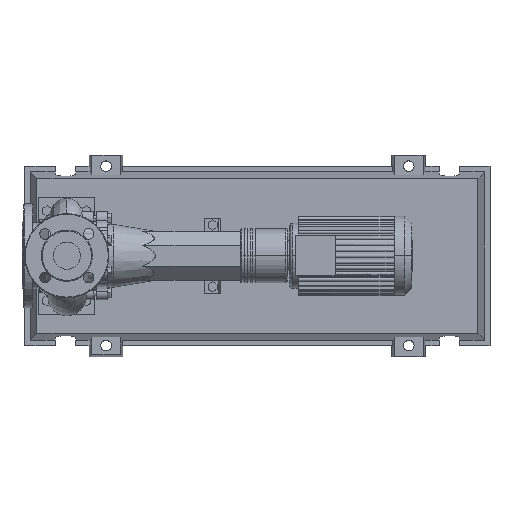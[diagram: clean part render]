
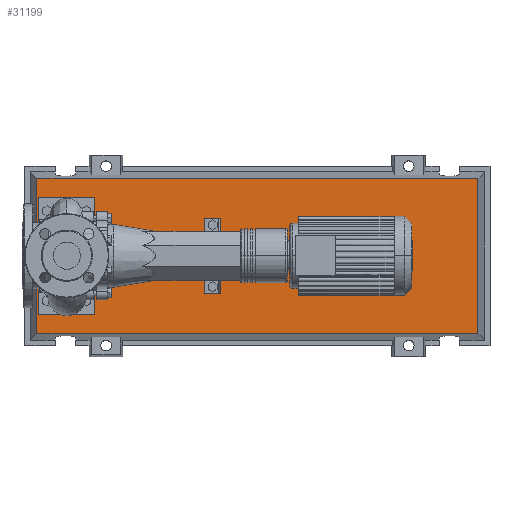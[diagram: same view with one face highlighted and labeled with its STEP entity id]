
A CAD part, top view. The second image highlights one B-rep face of the part: STEP entity #31199.
In plain terms, the highlighted planar face has unit normal (0, 0, 1).
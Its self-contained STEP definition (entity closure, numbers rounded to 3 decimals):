
#30880=CARTESIAN_POINT('',(733.292,-138.292,83.0));
#30881=VERTEX_POINT('',#30880);
#30888=CARTESIAN_POINT('',(-53.292,-138.292,83.0));
#30889=VERTEX_POINT('',#30888);
#30890=CARTESIAN_POINT('',(733.292,-138.292,83.0));
#30891=DIRECTION('',(-1.0,0.0,0.0));
#30892=VECTOR('',#30891,786.584);
#30893=LINE('',#30890,#30892);
#30894=EDGE_CURVE('',#30881,#30889,#30893,.T.);
#31112=CARTESIAN_POINT('',(733.292,138.292,83.0));
#31113=VERTEX_POINT('',#31112);
#31114=CARTESIAN_POINT('',(733.292,138.292,83.0));
#31115=DIRECTION('',(0.0,-1.0,0.0));
#31116=VECTOR('',#31115,276.584);
#31117=LINE('',#31114,#31116);
#31118=EDGE_CURVE('',#31113,#30881,#31117,.T.);
#31136=CARTESIAN_POINT('',(-53.292,138.292,83.0));
#31137=VERTEX_POINT('',#31136);
#31138=CARTESIAN_POINT('',(-53.292,-138.292,83.0));
#31139=DIRECTION('',(0.0,1.0,0.0));
#31140=VECTOR('',#31139,276.584);
#31141=LINE('',#31138,#31140);
#31142=EDGE_CURVE('',#30889,#31137,#31141,.T.);
#31175=CARTESIAN_POINT('',(-53.292,138.292,83.0));
#31176=DIRECTION('',(1.0,0.0,0.0));
#31177=VECTOR('',#31176,786.584);
#31178=LINE('',#31175,#31177);
#31179=EDGE_CURVE('',#31137,#31113,#31178,.T.);
#31188=CARTESIAN_POINT('',(340.,0.,83.0));
#31189=DIRECTION('',(0.0,0.0,1.0));
#31190=DIRECTION('',(1.0,0.0,0.0));
#31191=AXIS2_PLACEMENT_3D('',#31188,#31189,#31190);
#31192=PLANE('',#31191);
#31193=ORIENTED_EDGE('',*,*,#31118,.F.);
#31194=ORIENTED_EDGE('',*,*,#31179,.F.);
#31195=ORIENTED_EDGE('',*,*,#31142,.F.);
#31196=ORIENTED_EDGE('',*,*,#30894,.F.);
#31197=EDGE_LOOP('',(#31193,#31194,#31195,#31196));
#31198=FACE_OUTER_BOUND('',#31197,.T.);
#31199=ADVANCED_FACE('',(#31198),#31192,.T.);
